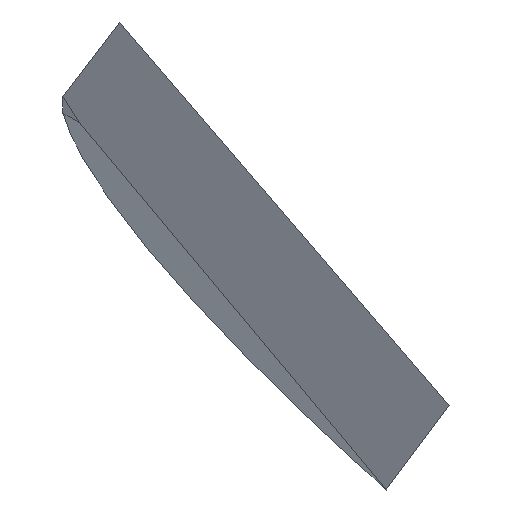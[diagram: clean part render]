
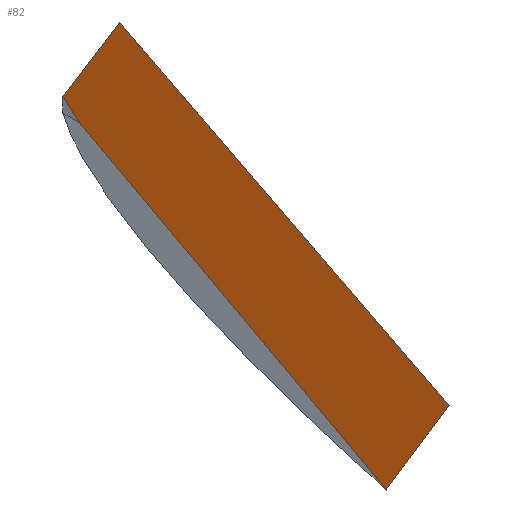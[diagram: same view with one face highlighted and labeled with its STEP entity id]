
A CAD part, isometric view. The second image highlights one B-rep face of the part: STEP entity #82.
In plain terms, the highlighted planar face has unit normal (0, -1, 0).
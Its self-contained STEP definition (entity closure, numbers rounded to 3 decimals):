
#18=PLANE('',#100);
#23=FACE_OUTER_BOUND('',#28,.T.);
#28=EDGE_LOOP('',(#72,#73,#74,#75,#76));
#29=LINE('',#209,#35);
#30=LINE('',#280,#36);
#32=LINE('',#284,#38);
#33=LINE('',#286,#39);
#34=LINE('',#288,#40);
#35=VECTOR('',#103,10.);
#36=VECTOR('',#104,10.);
#38=VECTOR('',#108,10.);
#39=VECTOR('',#111,10.);
#40=VECTOR('',#114,10.);
#44=VERTEX_POINT('',#142);
#45=VERTEX_POINT('',#143);
#46=VERTEX_POINT('',#208);
#48=VERTEX_POINT('',#272);
#49=VERTEX_POINT('',#282);
#51=EDGE_CURVE('',#46,#45,#29,.T.);
#54=EDGE_CURVE('',#44,#48,#30,.T.);
#56=EDGE_CURVE('',#48,#49,#32,.T.);
#57=EDGE_CURVE('',#49,#46,#33,.T.);
#58=EDGE_CURVE('',#45,#44,#34,.T.);
#72=ORIENTED_EDGE('',*,*,#57,.T.);
#73=ORIENTED_EDGE('',*,*,#51,.T.);
#74=ORIENTED_EDGE('',*,*,#58,.T.);
#75=ORIENTED_EDGE('',*,*,#54,.T.);
#76=ORIENTED_EDGE('',*,*,#56,.T.);
#82=ADVANCED_FACE('',(#23),#18,.F.);
#100=AXIS2_PLACEMENT_3D('',#289,#115,#116);
#103=DIRECTION('',(0.833,0.,0.553));
#104=DIRECTION('',(-0.843,0.,-0.538));
#108=DIRECTION('',(0.469,0.,-0.883));
#111=DIRECTION('',(0.545,0.,-0.838));
#114=DIRECTION('',(-0.553,0.,0.833));
#115=DIRECTION('center_axis',(0.,1.,0.));
#116=DIRECTION('ref_axis',(1.,0.,0.));
#142=CARTESIAN_POINT('',(-49.004,0.,43.998));
#143=CARTESIAN_POINT('',(-23.062,0.,4.875));
#208=CARTESIAN_POINT('',(-28.016,0.,1.591));
#209=CARTESIAN_POINT('',(-28.016,0.,1.591));
#272=CARTESIAN_POINT('',(-53.471,0.,41.145));
#280=CARTESIAN_POINT('',(-49.004,0.,43.998));
#282=CARTESIAN_POINT('',(-52.181,0.,38.72));
#284=CARTESIAN_POINT('',(-53.471,0.,41.145));
#286=CARTESIAN_POINT('',(-52.181,0.,38.72));
#288=CARTESIAN_POINT('',(-23.062,0.,4.875));
#289=CARTESIAN_POINT('Origin',(-38.266,0.,22.794));
